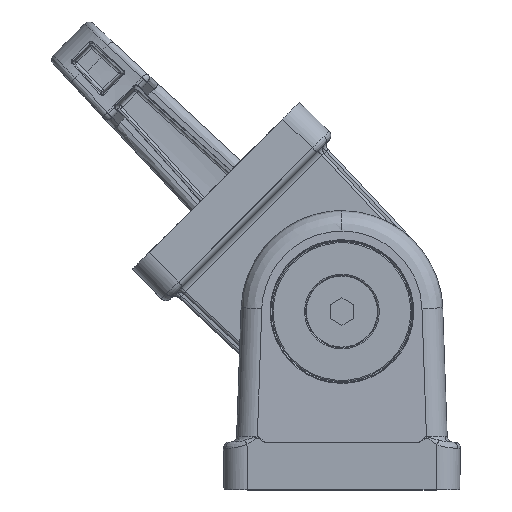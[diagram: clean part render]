
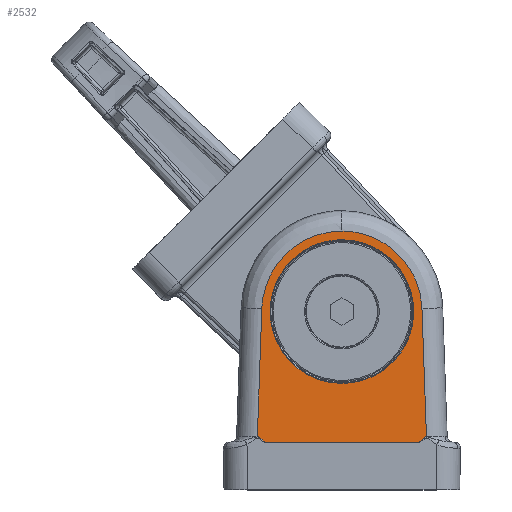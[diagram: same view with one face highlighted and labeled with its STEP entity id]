
A CAD part, top view. The second image highlights one B-rep face of the part: STEP entity #2532.
In plain terms, the highlighted planar face has unit normal (0, 0.018, 1).
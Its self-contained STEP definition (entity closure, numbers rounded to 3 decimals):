
#2532=ADVANCED_FACE('NONE',(#6384,#6385),#6386,.F.);
#6384=FACE_OUTER_BOUND('',#14785,.T.);
#6385=FACE_BOUND('',#14786,.T.);
#6386=PLANE('',#14787);
#14785=EDGE_LOOP('',(#26151,#26152,#26153,#26154,#26155,#26156,#26157,#26158,#26159));
#14786=EDGE_LOOP('',(#26160,#26161));
#14787=AXIS2_PLACEMENT_3D('',#26162,#26163,#26164);
#26151=ORIENTED_EDGE('',*,*,#38530,.T.);
#26152=ORIENTED_EDGE('',*,*,#38531,.T.);
#26153=ORIENTED_EDGE('',*,*,#38532,.T.);
#26154=ORIENTED_EDGE('',*,*,#38533,.T.);
#26155=ORIENTED_EDGE('',*,*,#38406,.T.);
#26156=ORIENTED_EDGE('',*,*,#38534,.T.);
#26157=ORIENTED_EDGE('',*,*,#38535,.T.);
#26158=ORIENTED_EDGE('',*,*,#38496,.T.);
#26159=ORIENTED_EDGE('',*,*,#38536,.T.);
#26160=ORIENTED_EDGE('',*,*,#38347,.T.);
#26161=ORIENTED_EDGE('',*,*,#38537,.T.);
#26162=CARTESIAN_POINT('',(-20.0,0.0,20.0));
#26163=DIRECTION('',(0.0,-0.017,-1.));
#26164=DIRECTION('',(0.0,-1.,0.017));
#38347=EDGE_CURVE('NONE',#44429,#44427,#44430,.T.);
#38406=EDGE_CURVE('NONE',#44529,#44527,#44530,.T.);
#38496=EDGE_CURVE('NONE',#44663,#44664,#44665,.T.);
#38530=EDGE_CURVE('NONE',#44719,#44720,#44721,.T.);
#38531=EDGE_CURVE('NONE',#44720,#44722,#44723,.T.);
#38532=EDGE_CURVE('NONE',#44722,#44724,#44725,.T.);
#38533=EDGE_CURVE('NONE',#44724,#44529,#44726,.T.);
#38534=EDGE_CURVE('NONE',#44527,#44727,#44728,.T.);
#38535=EDGE_CURVE('NONE',#44727,#44663,#44729,.T.);
#38536=EDGE_CURVE('NONE',#44664,#44719,#44730,.T.);
#38537=EDGE_CURVE('NONE',#44427,#44429,#44731,.T.);
#44427=VERTEX_POINT('NONE',#54558);
#44429=VERTEX_POINT('NONE',#54560);
#44430=(B_SPLINE_CURVE(3,(#54562,#54563,#54564,#54565),.UNSPECIFIED.,.F.,.F.)B_SPLINE_CURVE_WITH_KNOTS((4,4),(0.0,3.142),.UNSPECIFIED.)RATIONAL_B_SPLINE_CURVE((1.0,0.333,0.333,1.0))BOUNDED_CURVE()REPRESENTATION_ITEM('')GEOMETRIC_REPRESENTATION_ITEM()CURVE());
#44527=VERTEX_POINT('NONE',#54731);
#44529=VERTEX_POINT('NONE',#54743);
#44530=B_SPLINE_CURVE_WITH_KNOTS('',3,(#54744,#54745,#54746,#54747),.UNSPECIFIED.,.F.,.F.,(4,4),(0.003,0.003),.UNSPECIFIED.);
#44663=VERTEX_POINT('NONE',#54966);
#44664=VERTEX_POINT('NONE',#54967);
#44665=(B_SPLINE_CURVE(3,(#54969,#54970,#54971,#54972),.UNSPECIFIED.,.F.,.F.)B_SPLINE_CURVE_WITH_KNOTS((4,4),(0.0,1.536),.UNSPECIFIED.)RATIONAL_B_SPLINE_CURVE((1.0,0.813,0.813,1.0))BOUNDED_CURVE()REPRESENTATION_ITEM('')GEOMETRIC_REPRESENTATION_ITEM()CURVE());
#44719=VERTEX_POINT('NONE',#55074);
#44720=VERTEX_POINT('NONE',#55075);
#44721=B_SPLINE_CURVE_WITH_KNOTS('',3,(#55076,#55077,#55078,#55079),.UNSPECIFIED.,.F.,.F.,(4,4),(0.,0.),.UNSPECIFIED.);
#44722=VERTEX_POINT('NONE',#55080);
#44723=B_SPLINE_CURVE_WITH_KNOTS('',3,(#55081,#55082,#55083,#55084,#55085,#55086,#55087,#55088,#55089,#55090,#55091,#55092,#55093,#55094,#55095,#55096),.UNSPECIFIED.,.F.,.F.,(4,2,2,2,2,2,2,4),(0.,0.,0.001,0.001,0.001,0.001,0.001,0.001),.UNSPECIFIED.);
#44724=VERTEX_POINT('NONE',#55097);
#44725=LINE('',#55098,#55099);
#44726=B_SPLINE_CURVE_WITH_KNOTS('',3,(#55100,#55101,#55102,#55103,#55104,#55105,#55106,#55107,#55108,#55109,#55110,#55111,#55112,#55113,#55114,#55115),.UNSPECIFIED.,.F.,.F.,(4,2,2,2,2,2,2,4),(0.0,0.,0.,0.,0.,0.001,0.001,0.001),.UNSPECIFIED.);
#44727=VERTEX_POINT('NONE',#55116);
#44728=LINE('',#55117,#55118);
#44729=(B_SPLINE_CURVE(3,(#55120,#55121,#55122,#55123),.UNSPECIFIED.,.F.,.F.)B_SPLINE_CURVE_WITH_KNOTS((4,4),(4.747,6.283),.UNSPECIFIED.)RATIONAL_B_SPLINE_CURVE((1.0,0.813,0.813,1.0))BOUNDED_CURVE()REPRESENTATION_ITEM('')GEOMETRIC_REPRESENTATION_ITEM()CURVE());
#44730=LINE('',#55130,#55131);
#44731=(B_SPLINE_CURVE(3,(#55133,#55134,#55135,#55136),.UNSPECIFIED.,.F.,.F.)B_SPLINE_CURVE_WITH_KNOTS((4,4),(3.142,6.283),.UNSPECIFIED.)RATIONAL_B_SPLINE_CURVE((1.0,0.333,0.333,1.0))BOUNDED_CURVE()REPRESENTATION_ITEM('')GEOMETRIC_REPRESENTATION_ITEM()CURVE());
#54558=CARTESIAN_POINT('',(0.,9.902,19.827));
#54560=CARTESIAN_POINT('',(0.0,34.102,19.405));
#54562=CARTESIAN_POINT('',(0.0,34.102,19.405));
#54563=CARTESIAN_POINT('',(24.2,34.102,19.405));
#54564=CARTESIAN_POINT('',(24.2,9.902,19.827));
#54565=CARTESIAN_POINT('',(0.,9.902,19.827));
#54731=CARTESIAN_POINT('',(14.244,0.983,19.983));
#54743=CARTESIAN_POINT('',(13.904,0.802,19.986));
#54744=CARTESIAN_POINT('',(13.904,0.802,19.986));
#54745=CARTESIAN_POINT('',(14.018,0.862,19.985));
#54746=CARTESIAN_POINT('',(14.131,0.922,19.984));
#54747=CARTESIAN_POINT('',(14.244,0.983,19.983));
#54966=CARTESIAN_POINT('',(0.,35.561,19.379));
#54967=CARTESIAN_POINT('',(-13.492,22.532,19.607));
#54969=CARTESIAN_POINT('',(0.,35.561,19.379));
#54970=CARTESIAN_POINT('',(-7.691,35.561,19.379));
#54971=CARTESIAN_POINT('',(-13.223,30.218,19.473));
#54972=CARTESIAN_POINT('',(-13.492,22.532,19.607));
#55074=CARTESIAN_POINT('',(-14.244,0.983,19.983));
#55075=CARTESIAN_POINT('',(-13.904,0.802,19.986));
#55076=CARTESIAN_POINT('',(-14.244,0.983,19.983));
#55077=CARTESIAN_POINT('',(-14.131,0.922,19.984));
#55078=CARTESIAN_POINT('',(-14.018,0.862,19.985));
#55079=CARTESIAN_POINT('',(-13.904,0.802,19.986));
#55080=CARTESIAN_POINT('',(-13.081,0.017,20.));
#55081=CARTESIAN_POINT('',(-13.904,0.802,19.986));
#55082=CARTESIAN_POINT('',(-13.818,0.757,19.987));
#55083=CARTESIAN_POINT('',(-13.74,0.702,19.988));
#55084=CARTESIAN_POINT('',(-13.589,0.583,19.99));
#55085=CARTESIAN_POINT('',(-13.517,0.519,19.991));
#55086=CARTESIAN_POINT('',(-13.376,0.388,19.993));
#55087=CARTESIAN_POINT('',(-13.307,0.321,19.994));
#55088=CARTESIAN_POINT('',(-13.208,0.216,19.996));
#55089=CARTESIAN_POINT('',(-13.176,0.18,19.997));
#55090=CARTESIAN_POINT('',(-13.13,0.124,19.998));
#55091=CARTESIAN_POINT('',(-13.116,0.105,19.998));
#55092=CARTESIAN_POINT('',(-13.097,0.074,19.999));
#55093=CARTESIAN_POINT('',(-13.091,0.064,19.999));
#55094=CARTESIAN_POINT('',(-13.081,0.041,19.999));
#55095=CARTESIAN_POINT('',(-13.077,0.029,19.999));
#55096=CARTESIAN_POINT('',(-13.081,0.017,20.));
#55097=CARTESIAN_POINT('',(13.081,0.017,20.));
#55098=CARTESIAN_POINT('',(11.435,0.017,20.));
#55099=VECTOR('',#68206,1000.0);
#55100=CARTESIAN_POINT('',(13.081,0.017,20.));
#55101=CARTESIAN_POINT('',(13.077,0.029,19.999));
#55102=CARTESIAN_POINT('',(13.081,0.042,19.999));
#55103=CARTESIAN_POINT('',(13.091,0.064,19.999));
#55104=CARTESIAN_POINT('',(13.097,0.074,19.999));
#55105=CARTESIAN_POINT('',(13.116,0.105,19.998));
#55106=CARTESIAN_POINT('',(13.131,0.124,19.998));
#55107=CARTESIAN_POINT('',(13.176,0.181,19.997));
#55108=CARTESIAN_POINT('',(13.208,0.216,19.996));
#55109=CARTESIAN_POINT('',(13.307,0.321,19.994));
#55110=CARTESIAN_POINT('',(13.376,0.389,19.993));
#55111=CARTESIAN_POINT('',(13.517,0.519,19.991));
#55112=CARTESIAN_POINT('',(13.588,0.583,19.99));
#55113=CARTESIAN_POINT('',(13.739,0.701,19.988));
#55114=CARTESIAN_POINT('',(13.817,0.757,19.987));
#55115=CARTESIAN_POINT('',(13.904,0.802,19.986));
#55116=CARTESIAN_POINT('',(13.492,22.532,19.607));
#55117=CARTESIAN_POINT('',(14.237,1.195,19.979));
#55118=VECTOR('',#68207,1000.0);
#55120=CARTESIAN_POINT('',(13.492,22.532,19.607));
#55121=CARTESIAN_POINT('',(13.223,30.218,19.473));
#55122=CARTESIAN_POINT('',(7.691,35.561,19.379));
#55123=CARTESIAN_POINT('',(0.,35.561,19.379));
#55130=CARTESIAN_POINT('',(-14.286,-0.199,20.003));
#55131=VECTOR('',#68208,1000.0);
#55133=CARTESIAN_POINT('',(0.,9.902,19.827));
#55134=CARTESIAN_POINT('',(-24.2,9.902,19.827));
#55135=CARTESIAN_POINT('',(-24.2,34.102,19.405));
#55136=CARTESIAN_POINT('',(0.0,34.102,19.405));
#68206=DIRECTION('',(1.0,0.,0.));
#68207=DIRECTION('',(-0.035,0.999,-0.017));
#68208=DIRECTION('',(-0.035,-0.999,0.017));
